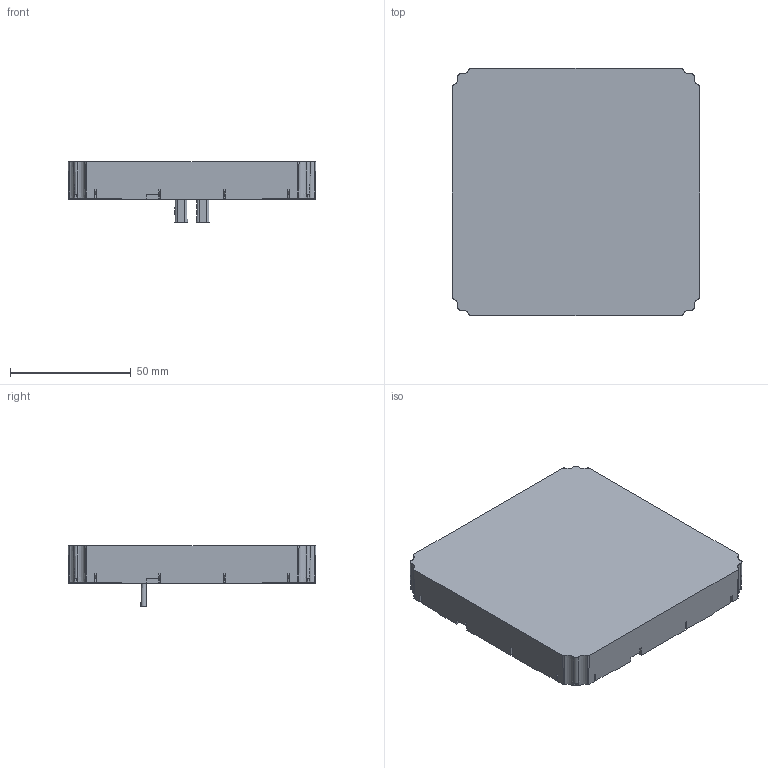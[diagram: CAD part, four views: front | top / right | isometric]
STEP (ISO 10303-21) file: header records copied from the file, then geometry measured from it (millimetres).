
FILE_DESCRIPTION(('FreeCAD Model'),'2;1');
FILE_NAME('Open CASCADE Shape Model','2024-03-20T07:20:04',('FreeCAD'),( 'FreeCAD'),'Open CASCADE STEP processor 7.6','FreeCAD','Unknown');
FILE_SCHEMA(('AUTOMOTIVE_DESIGN { 1 0 10303 214 1 1 1 1 }'));
Length unit declared in the file: millimetre
Products named in the file (1): Open CASCADE STEP translator 7.6 8
Bounding box: 102.8 x 102.8 x 25 mm (x, y, z)
Volume: 158001.8 mm3; surface area: 30323 mm2
Topology: 1 solids, 1 shells, 436 faces, 1356 edges, 924 vertices
Faces by surface type: bspline 164, plane 140, cone 132
Entity records: 17982 total; most frequent: CARTESIAN_POINT 7377, ORIENTED_EDGE 2712, DIRECTION 1542, EDGE_CURVE 1356, VERTEX_POINT 924, B_SPLINE_CURVE_WITH_KNOTS 644, AXIS2_PLACEMENT_3D 569, FACE_BOUND 438
